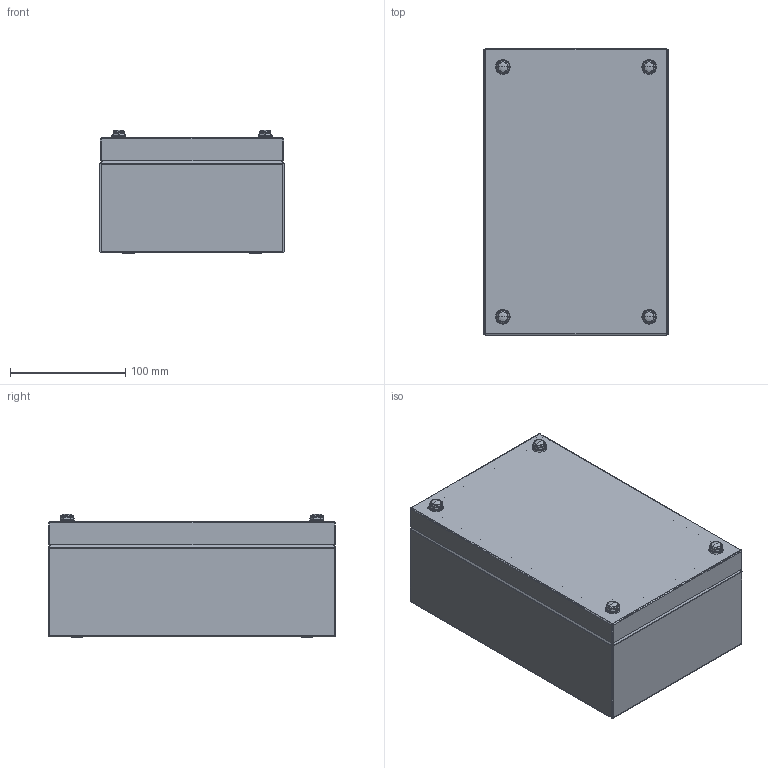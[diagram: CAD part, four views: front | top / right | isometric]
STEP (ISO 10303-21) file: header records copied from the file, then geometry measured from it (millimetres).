
FILE_DESCRIPTION (( 'STEP AP214' ), '1' );
FILE_NAME ('IP-304-T251610_step.stp', '2024-09-13T07:12:44', ( '' ), ( '' ), 'SwSTEP 2.0', 'SolidWorks 2023', '' );
FILE_SCHEMA (( 'AUTOMOTIVE_DESIGN' ));
Length unit declared in the file: millimetre
Products named in the file (1): IP-304-T251610_step
Bounding box: 160 x 250 x 107.6 mm (x, y, z)
Volume: 286526.9 mm3; surface area: 440772.6 mm2
Topology: 46 solids, 46 shells, 1339 faces, 2956 edges, 1742 vertices
Faces by surface type: plane 459, cylinder 346, torus 296, cone 190, bspline 40, sphere 8
Entity records: 47713 total; most frequent: CARTESIAN_POINT 18144, DIRECTION 6197, ORIENTED_EDGE 5888, EDGE_CURVE 2944, AXIS2_PLACEMENT_3D 2525, VERTEX_POINT 1738, EDGE_LOOP 1472, FACE_OUTER_BOUND 1339
